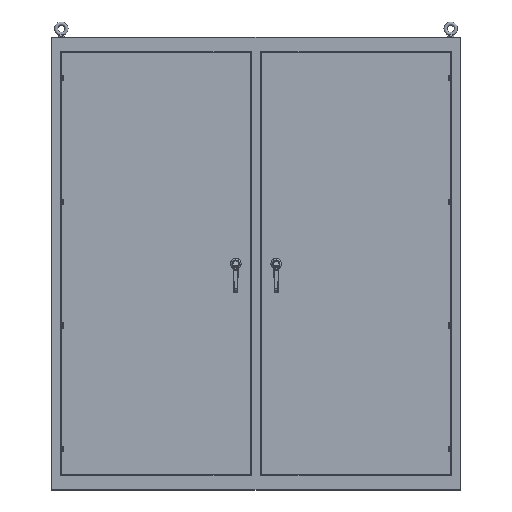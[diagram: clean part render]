
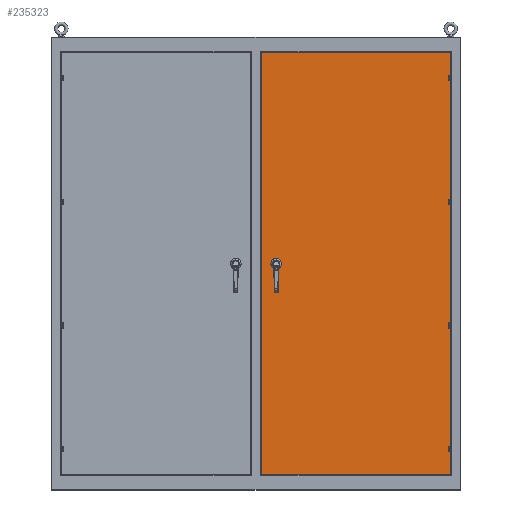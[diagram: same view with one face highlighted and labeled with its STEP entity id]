
A CAD part, top view. The second image highlights one B-rep face of the part: STEP entity #235323.
In plain terms, the highlighted planar face has unit normal (0, 0, 1).
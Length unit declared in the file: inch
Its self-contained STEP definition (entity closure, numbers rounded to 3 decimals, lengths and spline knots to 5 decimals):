
#13282 = VERTEX_POINT ( 'NONE', #101273 ) ;
#15994 = VERTEX_POINT ( 'NONE', #346222 ) ;
#18845 = VERTEX_POINT ( 'NONE', #149741 ) ;
#22832 = CARTESIAN_POINT ( 'NONE',  ( 19.0313, 0., 10.058 ) ) ;
#23943 = VECTOR ( 'NONE', #310562, 39.37008 ) ;
#27840 = VECTOR ( 'NONE', #192356, 39.37008 ) ;
#47368 = CARTESIAN_POINT ( 'NONE',  ( 3.84626, 0., 10.058 ) ) ;
#51725 = DIRECTION ( 'NONE',  ( -1., 0., 0. ) ) ;
#51776 = DIRECTION ( 'NONE',  ( 0., 1., 0. ) ) ;
#60032 = ORIENTED_EDGE ( 'NONE', *, *, #69172, .F. ) ;
#67334 = CARTESIAN_POINT ( 'NONE',  ( 37.025, -40.15, 10.058 ) ) ;
#69172 = EDGE_CURVE ( 'NONE', #15994, #15994, #223118, .T. ) ;
#82265 = CARTESIAN_POINT ( 'NONE',  ( 19.0313, 40.15, 10.058 ) ) ;
#82328 = CARTESIAN_POINT ( 'NONE',  ( 1.0376, 40.15, 10.058 ) ) ;
#88134 = EDGE_CURVE ( 'NONE', #18845, #122073, #298976, .T. ) ;
#99559 = VECTOR ( 'NONE', #337615, 39.37008 ) ;
#101273 = CARTESIAN_POINT ( 'NONE',  ( 37.025, 40.15, 10.058 ) ) ;
#109342 = LINE ( 'NONE', #82265, #27840 ) ;
#109498 = EDGE_LOOP ( 'NONE', ( #195869, #128260, #237573, #110912 ) ) ;
#110912 = ORIENTED_EDGE ( 'NONE', *, *, #160543, .F. ) ;
#120957 = EDGE_CURVE ( 'NONE', #13282, #286259, #334077, .T. ) ;
#122073 = VERTEX_POINT ( 'NONE', #82328 ) ;
#128260 = ORIENTED_EDGE ( 'NONE', *, *, #269299, .F. ) ;
#130823 = AXIS2_PLACEMENT_3D ( 'NONE', #47368, #319864, #211591 ) ;
#132904 = FACE_OUTER_BOUND ( 'NONE', #109498, .T. ) ;
#149741 = CARTESIAN_POINT ( 'NONE',  ( 1.0376, -40.15, 10.058 ) ) ;
#160543 = EDGE_CURVE ( 'NONE', #122073, #13282, #109342, .T. ) ;
#163556 = DIRECTION ( 'NONE',  ( 0., 0., -1. ) ) ;
#190723 = CARTESIAN_POINT ( 'NONE',  ( 1.0376, 0., 10.058 ) ) ;
#192356 = DIRECTION ( 'NONE',  ( 1., 0., 0. ) ) ;
#195869 = ORIENTED_EDGE ( 'NONE', *, *, #88134, .F. ) ;
#211591 = DIRECTION ( 'NONE',  ( 1., 0., 0. ) ) ;
#223118 = CIRCLE ( 'NONE', #130823, 0.43307 ) ;
#224038 = LINE ( 'NONE', #308764, #23943 ) ;
#235323 = ADVANCED_FACE ( 'NONE', ( #354824, #132904 ), #266560, .F. ) ;
#237573 = ORIENTED_EDGE ( 'NONE', *, *, #120957, .F. ) ;
#244080 = AXIS2_PLACEMENT_3D ( 'NONE', #22832, #163556, #51725 ) ;
#266560 = PLANE ( 'NONE',  #244080 ) ;
#269299 = EDGE_CURVE ( 'NONE', #286259, #18845, #224038, .T. ) ;
#286259 = VERTEX_POINT ( 'NONE', #67334 ) ;
#288928 = EDGE_LOOP ( 'NONE', ( #60032 ) ) ;
#298976 = LINE ( 'NONE', #190723, #313308 ) ;
#308764 = CARTESIAN_POINT ( 'NONE',  ( 19.0313, -40.15, 10.058 ) ) ;
#310514 = CARTESIAN_POINT ( 'NONE',  ( 37.025, 0., 10.058 ) ) ;
#310562 = DIRECTION ( 'NONE',  ( -1., 0., 0. ) ) ;
#313308 = VECTOR ( 'NONE', #51776, 39.37008 ) ;
#319864 = DIRECTION ( 'NONE',  ( 0., 0., 1. ) ) ;
#334077 = LINE ( 'NONE', #310514, #99559 ) ;
#337615 = DIRECTION ( 'NONE',  ( 0., -1., 0. ) ) ;
#346222 = CARTESIAN_POINT ( 'NONE',  ( 4.27933, 0., 10.058 ) ) ;
#354824 = FACE_BOUND ( 'NONE', #288928, .T. ) ;
